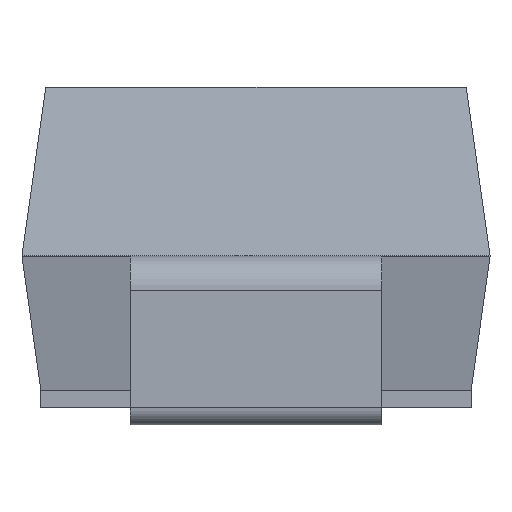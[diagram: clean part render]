
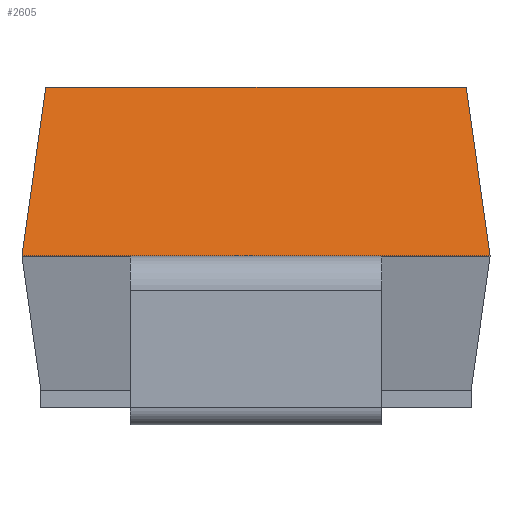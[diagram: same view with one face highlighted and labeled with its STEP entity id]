
A CAD part, left-side view. The second image highlights one B-rep face of the part: STEP entity #2605.
In plain terms, the highlighted planar face has unit normal (-0.978, 0, 0.208).
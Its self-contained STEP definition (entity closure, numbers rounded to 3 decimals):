
#1327 = VERTEX_POINT('',#1328);
#1328 = CARTESIAN_POINT('',(-2.125,-1.35,0.976));
#1342 = PLANE('',#1343);
#1343 = AXIS2_PLACEMENT_3D('',#1344,#1345,#1346);
#1344 = CARTESIAN_POINT('',(2.125,-1.282,1.463));
#1345 = DIRECTION('',(0.,0.99,-0.139));
#1346 = DIRECTION('',(-1.,0.,0.));
#1370 = PLANE('',#1371);
#1371 = AXIS2_PLACEMENT_3D('',#1372,#1373,#1374);
#1372 = CARTESIAN_POINT('',(-2.125,-1.35,0.));
#1373 = DIRECTION('',(-1.,0.,0.));
#1374 = DIRECTION('',(0.,1.,0.));
#1422 = PLANE('',#1423);
#1423 = AXIS2_PLACEMENT_3D('',#1424,#1425,#1426);
#1424 = CARTESIAN_POINT('',(-2.125,1.282,1.463));
#1425 = DIRECTION('',(0.,-0.99,-0.139));
#1426 = DIRECTION('',(1.,0.,0.));
#1490 = VERTEX_POINT('',#1491);
#1491 = CARTESIAN_POINT('',(-2.125,1.35,0.976));
#1825 = EDGE_CURVE('',#1327,#1826,#1828,.T.);
#1826 = VERTEX_POINT('',#1827);
#1827 = CARTESIAN_POINT('',(-1.918,-1.213,1.95));
#1828 = SURFACE_CURVE('',#1829,(#1833,#1840),.PCURVE_S1.);
#1829 = LINE('',#1830,#1831);
#1830 = CARTESIAN_POINT('',(-1.933,-1.223,
    1.881));
#1831 = VECTOR('',#1832,1.);
#1832 = DIRECTION('',(0.206,0.136,0.969));
#1833 = PCURVE('',#1342,#1834);
#1834 = DEFINITIONAL_REPRESENTATION('',(#1835),#1839);
#1835 = LINE('',#1836,#1837);
#1836 = CARTESIAN_POINT('',(4.058,0.422));
#1837 = VECTOR('',#1838,1.);
#1838 = DIRECTION('',(-0.206,0.979));
#1839 = ( GEOMETRIC_REPRESENTATION_CONTEXT(2) 
PARAMETRIC_REPRESENTATION_CONTEXT() REPRESENTATION_CONTEXT('2D SPACE',''
  ) );
#1840 = PCURVE('',#1841,#1846);
#1841 = PLANE('',#1842);
#1842 = AXIS2_PLACEMENT_3D('',#1843,#1844,#1845);
#1843 = CARTESIAN_POINT('',(-2.021,-1.213,1.463));
#1844 = DIRECTION('',(0.978,0.,-0.208)
  );
#1845 = DIRECTION('',(0.,1.,0.));
#1846 = DEFINITIONAL_REPRESENTATION('',(#1847),#1851);
#1847 = LINE('',#1848,#1849);
#1848 = CARTESIAN_POINT('',(-0.01,0.428));
#1849 = VECTOR('',#1850,1.);
#1850 = DIRECTION('',(0.136,0.991));
#1851 = ( GEOMETRIC_REPRESENTATION_CONTEXT(2) 
PARAMETRIC_REPRESENTATION_CONTEXT() REPRESENTATION_CONTEXT('2D SPACE',''
  ) );
#1869 = PLANE('',#1870);
#1870 = AXIS2_PLACEMENT_3D('',#1871,#1872,#1873);
#1871 = CARTESIAN_POINT('',(0.,0.,1.95));
#1872 = DIRECTION('',(-0.,-0.,-1.));
#1873 = DIRECTION('',(-1.,0.,0.));
#1911 = EDGE_CURVE('',#1327,#1490,#1912,.T.);
#1912 = SURFACE_CURVE('',#1913,(#1917,#1924),.PCURVE_S1.);
#1913 = LINE('',#1914,#1915);
#1914 = CARTESIAN_POINT('',(-2.125,-1.213,0.976));
#1915 = VECTOR('',#1916,1.);
#1916 = DIRECTION('',(0.,1.,0.));
#1917 = PCURVE('',#1370,#1918);
#1918 = DEFINITIONAL_REPRESENTATION('',(#1919),#1923);
#1919 = LINE('',#1920,#1921);
#1920 = CARTESIAN_POINT('',(0.137,-0.976));
#1921 = VECTOR('',#1922,1.);
#1922 = DIRECTION('',(1.,0.));
#1923 = ( GEOMETRIC_REPRESENTATION_CONTEXT(2) 
PARAMETRIC_REPRESENTATION_CONTEXT() REPRESENTATION_CONTEXT('2D SPACE',''
  ) );
#1924 = PCURVE('',#1841,#1925);
#1925 = DEFINITIONAL_REPRESENTATION('',(#1926),#1930);
#1926 = LINE('',#1927,#1928);
#1927 = CARTESIAN_POINT('',(0.,-0.498));
#1928 = VECTOR('',#1929,1.);
#1929 = DIRECTION('',(1.,0.));
#1930 = ( GEOMETRIC_REPRESENTATION_CONTEXT(2) 
PARAMETRIC_REPRESENTATION_CONTEXT() REPRESENTATION_CONTEXT('2D SPACE',''
  ) );
#2059 = VERTEX_POINT('',#2060);
#2060 = CARTESIAN_POINT('',(-1.918,1.213,1.95));
#2083 = EDGE_CURVE('',#1490,#2059,#2084,.T.);
#2084 = SURFACE_CURVE('',#2085,(#2089,#2096),.PCURVE_S1.);
#2085 = LINE('',#2086,#2087);
#2086 = CARTESIAN_POINT('',(-1.989,1.26,1.617
    ));
#2087 = VECTOR('',#2088,1.);
#2088 = DIRECTION('',(0.206,-0.136,0.969));
#2089 = PCURVE('',#1422,#2090);
#2090 = DEFINITIONAL_REPRESENTATION('',(#2091),#2095);
#2091 = LINE('',#2092,#2093);
#2092 = CARTESIAN_POINT('',(0.136,0.156));
#2093 = VECTOR('',#2094,1.);
#2094 = DIRECTION('',(0.206,0.979));
#2095 = ( GEOMETRIC_REPRESENTATION_CONTEXT(2) 
PARAMETRIC_REPRESENTATION_CONTEXT() REPRESENTATION_CONTEXT('2D SPACE',''
  ) );
#2096 = PCURVE('',#1841,#2097);
#2097 = DEFINITIONAL_REPRESENTATION('',(#2098),#2102);
#2098 = LINE('',#2099,#2100);
#2099 = CARTESIAN_POINT('',(2.473,0.158));
#2100 = VECTOR('',#2101,1.);
#2101 = DIRECTION('',(-0.136,0.991));
#2102 = ( GEOMETRIC_REPRESENTATION_CONTEXT(2) 
PARAMETRIC_REPRESENTATION_CONTEXT() REPRESENTATION_CONTEXT('2D SPACE',''
  ) );
#2584 = EDGE_CURVE('',#1826,#2059,#2585,.T.);
#2585 = SURFACE_CURVE('',#2586,(#2590,#2597),.PCURVE_S1.);
#2586 = LINE('',#2587,#2588);
#2587 = CARTESIAN_POINT('',(-1.918,-1.213,1.95));
#2588 = VECTOR('',#2589,1.);
#2589 = DIRECTION('',(0.,1.,0.));
#2590 = PCURVE('',#1869,#2591);
#2591 = DEFINITIONAL_REPRESENTATION('',(#2592),#2596);
#2592 = LINE('',#2593,#2594);
#2593 = CARTESIAN_POINT('',(1.918,-1.213));
#2594 = VECTOR('',#2595,1.);
#2595 = DIRECTION('',(0.,1.));
#2596 = ( GEOMETRIC_REPRESENTATION_CONTEXT(2) 
PARAMETRIC_REPRESENTATION_CONTEXT() REPRESENTATION_CONTEXT('2D SPACE',''
  ) );
#2597 = PCURVE('',#1841,#2598);
#2598 = DEFINITIONAL_REPRESENTATION('',(#2599),#2603);
#2599 = LINE('',#2600,#2601);
#2600 = CARTESIAN_POINT('',(0.,0.498));
#2601 = VECTOR('',#2602,1.);
#2602 = DIRECTION('',(1.,0.));
#2603 = ( GEOMETRIC_REPRESENTATION_CONTEXT(2) 
PARAMETRIC_REPRESENTATION_CONTEXT() REPRESENTATION_CONTEXT('2D SPACE',''
  ) );
#2605 = ADVANCED_FACE('',(#2606),#1841,.F.);
#2606 = FACE_BOUND('',#2607,.F.);
#2607 = EDGE_LOOP('',(#2608,#2609,#2610,#2611));
#2608 = ORIENTED_EDGE('',*,*,#1825,.F.);
#2609 = ORIENTED_EDGE('',*,*,#1911,.T.);
#2610 = ORIENTED_EDGE('',*,*,#2083,.T.);
#2611 = ORIENTED_EDGE('',*,*,#2584,.F.);
